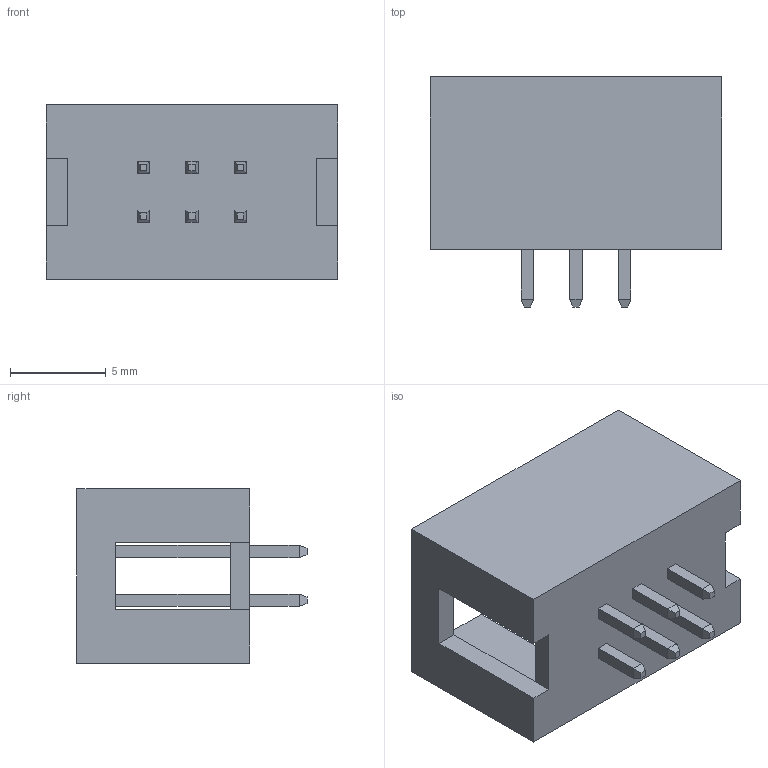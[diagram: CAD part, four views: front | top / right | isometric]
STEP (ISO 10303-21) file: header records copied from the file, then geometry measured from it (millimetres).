
FILE_DESCRIPTION (( 'STEP AP214' ), '1' );
FILE_NAME ('75CFBB59-27D5-4B54-B7CB-C630A6D6BC2E.STEP', '2022-08-01T14:23:21', ( '' ), ( '' ), 'SwSTEP 2.0', 'SolidWorks 2022', '' );
FILE_SCHEMA (( 'AUTOMOTIVE_DESIGN' ));
Length unit declared in the file: millimetre
Products named in the file (1): 75CFBB59-27D5-4B54-B7CB-C630A6D6BC2E
Bounding box: 15.22 x 12 x 9.1 mm (x, y, z)
Volume: 454.9 mm3; surface area: 1073.3 mm2
Topology: 1 solids, 1 shells, 130 faces, 308 edges, 188 vertices
Faces by surface type: plane 130
Entity records: 5068 total; most frequent: CARTESIAN_POINT 627, ORIENTED_EDGE 616, DIRECTION 570, VECTOR 308, EDGE_CURVE 308, LINE 308, VERTEX_POINT 188, EDGE_LOOP 142
